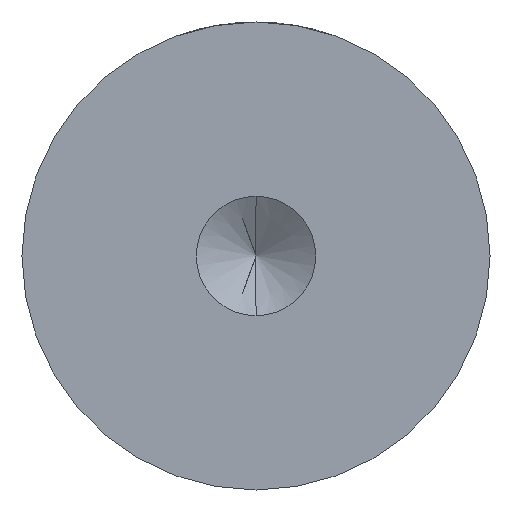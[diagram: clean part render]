
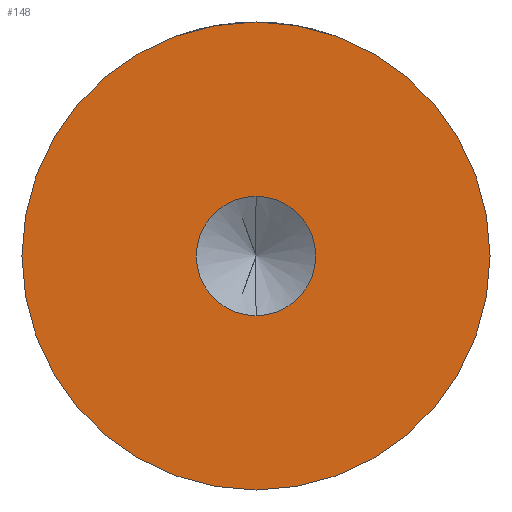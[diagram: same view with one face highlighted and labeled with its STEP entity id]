
A CAD part, front view. The second image highlights one B-rep face of the part: STEP entity #148.
In plain terms, the highlighted planar face has unit normal (0, -1, 0).
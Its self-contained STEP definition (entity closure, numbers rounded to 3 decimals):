
#9 = CARTESIAN_POINT ( 'NONE',  ( 0., 0., -5.1 ) ) ;
#29 = CARTESIAN_POINT ( 'NONE',  ( 0., 0., 0. ) ) ;
#50 = CIRCLE ( 'NONE', #656, 20. ) ;
#67 = CARTESIAN_POINT ( 'NONE',  ( 0., 0., 20. ) ) ;
#69 = EDGE_LOOP ( 'NONE', ( #688, #534 ) ) ;
#72 = AXIS2_PLACEMENT_3D ( 'NONE', #581, #527, #281 ) ;
#83 = FACE_BOUND ( 'NONE', #240, .T. ) ;
#148 = ADVANCED_FACE ( 'NONE', ( #83, #323 ), #545, .F. ) ;
#153 = DIRECTION ( 'NONE',  ( 0., 1., 0. ) ) ;
#180 = AXIS2_PLACEMENT_3D ( 'NONE', #29, #263, #494 ) ;
#221 = DIRECTION ( 'NONE',  ( 0., 0., -1. ) ) ;
#226 = EDGE_CURVE ( 'NONE', #361, #463, #370, .T. ) ;
#240 = EDGE_LOOP ( 'NONE', ( #682, #562 ) ) ;
#258 = EDGE_CURVE ( 'NONE', #468, #628, #50, .T. ) ;
#263 = DIRECTION ( 'NONE',  ( 0., 1., 0. ) ) ;
#272 = CIRCLE ( 'NONE', #473, 5.1 ) ;
#280 = DIRECTION ( 'NONE',  ( 0., 0., -1. ) ) ;
#281 = DIRECTION ( 'NONE',  ( 0., 0., 1. ) ) ;
#313 = CARTESIAN_POINT ( 'NONE',  ( 0., 0., 5.1 ) ) ;
#323 = FACE_OUTER_BOUND ( 'NONE', #69, .T. ) ;
#330 = DIRECTION ( 'NONE',  ( 0., -1., 0. ) ) ;
#336 = CARTESIAN_POINT ( 'NONE',  ( 0., 0., 0. ) ) ;
#361 = VERTEX_POINT ( 'NONE', #9 ) ;
#370 = CIRCLE ( 'NONE', #647, 5.1 ) ;
#391 = CARTESIAN_POINT ( 'NONE',  ( 0., 0., 0. ) ) ;
#411 = EDGE_CURVE ( 'NONE', #628, #468, #546, .T. ) ;
#420 = CARTESIAN_POINT ( 'NONE',  ( 0., 0., -20. ) ) ;
#463 = VERTEX_POINT ( 'NONE', #313 ) ;
#468 = VERTEX_POINT ( 'NONE', #420 ) ;
#473 = AXIS2_PLACEMENT_3D ( 'NONE', #584, #680, #280 ) ;
#494 = DIRECTION ( 'NONE',  ( 0., 0., 1. ) ) ;
#527 = DIRECTION ( 'NONE',  ( 0., 1., 0. ) ) ;
#534 = ORIENTED_EDGE ( 'NONE', *, *, #411, .F. ) ;
#545 = PLANE ( 'NONE',  #180 ) ;
#546 = CIRCLE ( 'NONE', #72, 20. ) ;
#562 = ORIENTED_EDGE ( 'NONE', *, *, #679, .F. ) ;
#581 = CARTESIAN_POINT ( 'NONE',  ( 0., 0., 0. ) ) ;
#584 = CARTESIAN_POINT ( 'NONE',  ( 0., 0., 0. ) ) ;
#611 = DIRECTION ( 'NONE',  ( 0., 0., 1. ) ) ;
#628 = VERTEX_POINT ( 'NONE', #67 ) ;
#647 = AXIS2_PLACEMENT_3D ( 'NONE', #336, #330, #221 ) ;
#656 = AXIS2_PLACEMENT_3D ( 'NONE', #391, #153, #611 ) ;
#679 = EDGE_CURVE ( 'NONE', #463, #361, #272, .T. ) ;
#680 = DIRECTION ( 'NONE',  ( 0., -1., 0. ) ) ;
#682 = ORIENTED_EDGE ( 'NONE', *, *, #226, .F. ) ;
#688 = ORIENTED_EDGE ( 'NONE', *, *, #258, .F. ) ;
